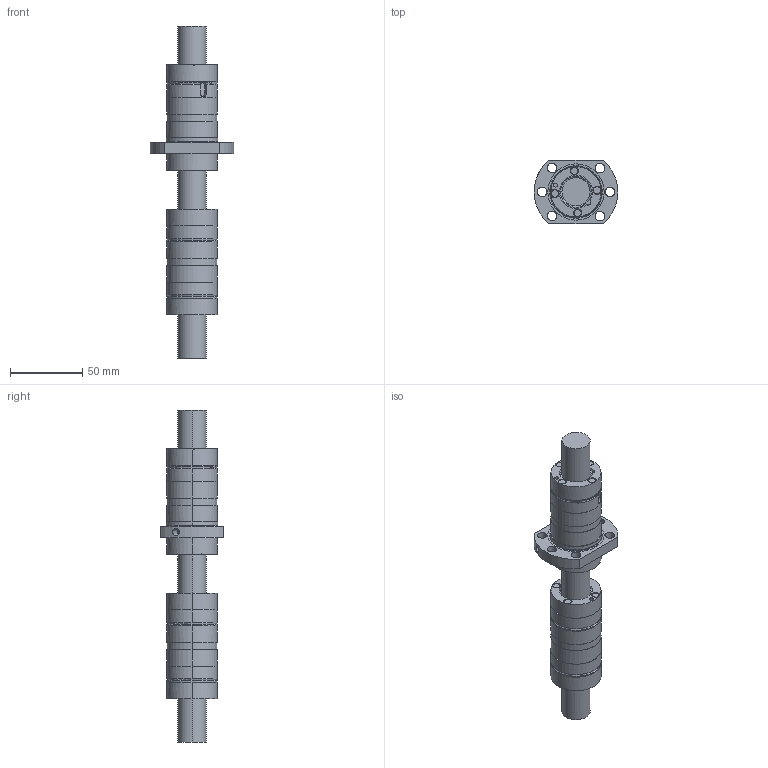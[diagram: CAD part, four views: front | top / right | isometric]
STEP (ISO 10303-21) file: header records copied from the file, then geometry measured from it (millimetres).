
FILE_DESCRIPTION(('Creo Elements/Direct Modeling STEP Export'),'2;1');
FILE_NAME('HSB-KGT-MM-2020RH-4g.stp','2015-05-08T 9:43:22',(''),(''),'Creo Elements/Direct Modeling STEP processor for AP214 (Solid Model)','Creo Elements/Direct Modeling 18.1F 24-Jul-2014 (C) Parametric Technology GmbH','');
FILE_SCHEMA(('AUTOMOTIVE_DESIGN { 1 0 10303 214 1 1 1 1 }'));
Length unit declared in the file: millimetre
Products named in the file (3): HSB-KGM-FM-2020RH-4g_24052; HSB-KGM-MM-2020RH-4g_22885; HSB-KGS-2020RH-4g-T7_23873
Bounding box: 58 x 44 x 230 mm (x, y, z)
Volume: 171356.2 mm3; surface area: 46878 mm2
Topology: 3 solids, 3 shells, 245 faces, 731 edges, 512 vertices
Faces by surface type: cylinder 126, cone 56, plane 54, torus 9
Entity records: 14922 total; most frequent: CARTESIAN_POINT 7015, ORIENTED_EDGE 1458, DIRECTION 1036, EDGE_CURVE 729, VERTEX_POINT 512, AXIS2_PLACEMENT_3D 417, EDGE_LOOP 285, COLOUR_RGB 248
